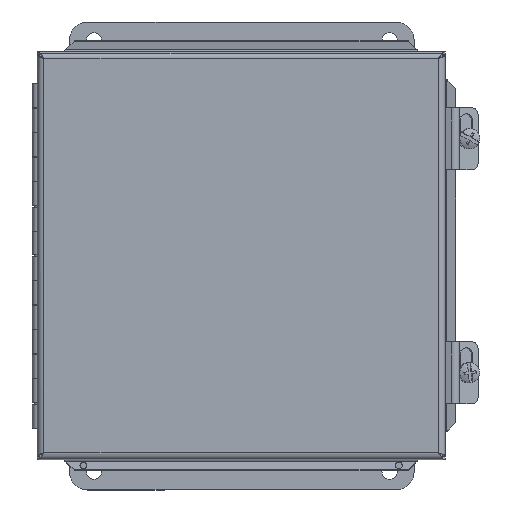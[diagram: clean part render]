
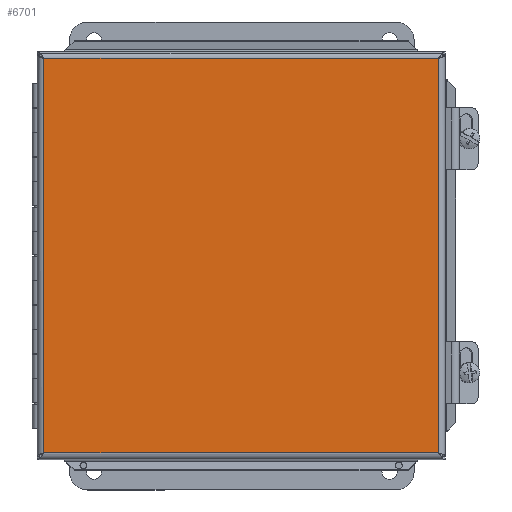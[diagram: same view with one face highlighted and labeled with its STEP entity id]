
A CAD part, top view. The second image highlights one B-rep face of the part: STEP entity #6701.
In plain terms, the highlighted planar face has unit normal (0, 0, 1).
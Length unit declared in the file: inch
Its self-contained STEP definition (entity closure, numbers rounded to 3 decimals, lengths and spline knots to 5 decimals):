
#793=PLANE('',#7438);
#1300=LINE('',#11376,#1950);
#1340=LINE('',#11644,#1990);
#1443=LINE('',#12044,#2093);
#1444=LINE('',#12046,#2094);
#1950=VECTOR('',#8782,0.3937);
#1990=VECTOR('',#8846,0.3937);
#2093=VECTOR('',#9117,0.3937);
#2094=VECTOR('',#9120,0.3937);
#2542=FACE_OUTER_BOUND('',#2954,.T.);
#2954=EDGE_LOOP('',(#6329,#6330,#6331,#6332));
#3526=VERTEX_POINT('',#11097);
#3557=VERTEX_POINT('',#11245);
#3585=VERTEX_POINT('',#11375);
#3605=VERTEX_POINT('',#11557);
#4377=EDGE_CURVE('',#3585,#3557,#1300,.T.);
#4428=EDGE_CURVE('',#3526,#3605,#1340,.T.);
#4561=EDGE_CURVE('',#3557,#3526,#1443,.T.);
#4562=EDGE_CURVE('',#3605,#3585,#1444,.T.);
#6329=ORIENTED_EDGE('',*,*,#4561,.T.);
#6330=ORIENTED_EDGE('',*,*,#4428,.T.);
#6331=ORIENTED_EDGE('',*,*,#4562,.T.);
#6332=ORIENTED_EDGE('',*,*,#4377,.T.);
#6701=ADVANCED_FACE('',(#2542),#793,.T.);
#7438=AXIS2_PLACEMENT_3D('',#12047,#9121,#9122);
#8782=DIRECTION('',(0.,-1.,0.));
#8846=DIRECTION('',(0.,1.,0.));
#9117=DIRECTION('',(1.,0.,0.));
#9120=DIRECTION('',(-1.,0.,0.));
#9121=DIRECTION('center_axis',(0.,0.,1.));
#9122=DIRECTION('ref_axis',(1.,0.,0.));
#11097=CARTESIAN_POINT('',(4.0035,-4.0035,0.059));
#11245=CARTESIAN_POINT('',(-4.0035,-4.0035,0.059));
#11375=CARTESIAN_POINT('',(-4.0035,4.0035,0.059));
#11376=CARTESIAN_POINT('',(-4.0035,2.00175,0.059));
#11557=CARTESIAN_POINT('',(4.0035,4.0035,0.059));
#11644=CARTESIAN_POINT('',(4.0035,-2.00175,0.059));
#12044=CARTESIAN_POINT('',(-2.00175,-4.0035,0.059));
#12046=CARTESIAN_POINT('',(2.00175,4.0035,0.059));
#12047=CARTESIAN_POINT('Origin',(0.,0.,
0.059));
